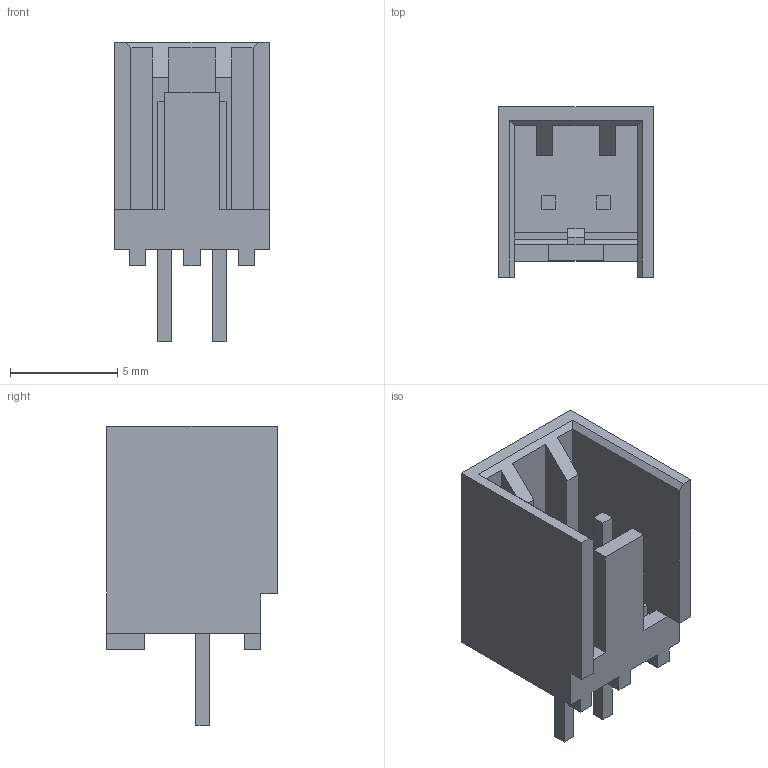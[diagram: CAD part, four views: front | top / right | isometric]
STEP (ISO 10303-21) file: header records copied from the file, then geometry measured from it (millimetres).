
FILE_DESCRIPTION(('STEP AP242'),'1');
FILE_NAME('2-644861-2.stp','2022-07-27T13:16:21',('TraceParts'),('TraceParts S.A.'),'Spatial InterOp 3D',' ',' ');
FILE_SCHEMA(('AP242_MANAGED_MODEL_BASED_3D_ENGINEERING_MIM_LF {1 0 10303 442 1 1 4}'));
Length unit declared in the file: millimetre
Products named in the file (1): 2-644861-2
Bounding box: 7.21 x 7.95 x 13.97 mm (x, y, z)
Volume: 262.8 mm3; surface area: 644.5 mm2
Topology: 1 solids, 1 shells, 78 faces, 209 edges, 138 vertices
Faces by surface type: plane 77, cylinder 1
Entity records: 2398 total; most frequent: CARTESIAN_POINT 426, ORIENTED_EDGE 418, DIRECTION 369, EDGE_CURVE 209, LINE 207, VECTOR 207, VERTEX_POINT 138, EDGE_LOOP 83
